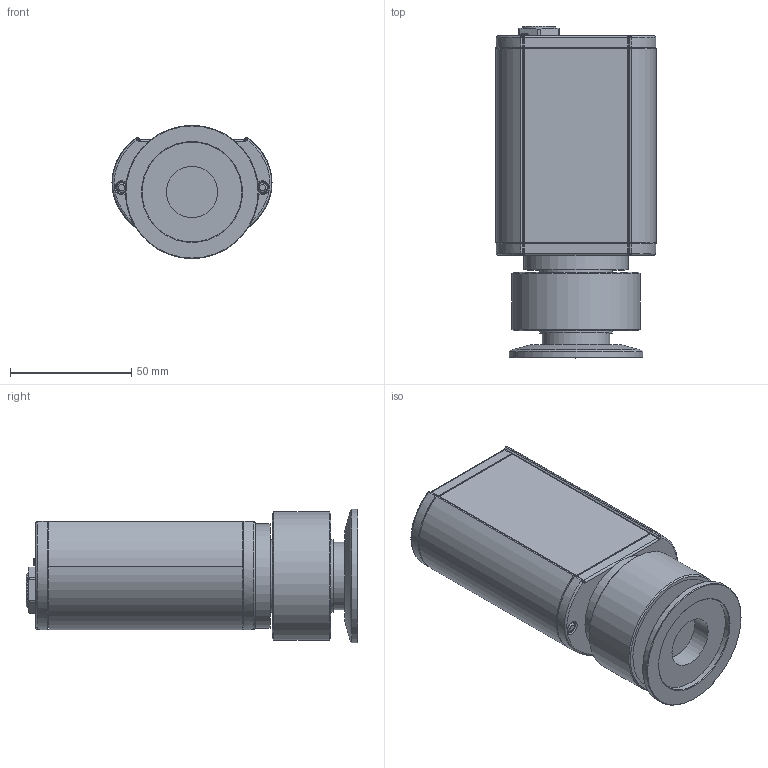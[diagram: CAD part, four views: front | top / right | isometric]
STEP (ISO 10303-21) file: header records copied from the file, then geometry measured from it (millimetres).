
FILE_DESCRIPTION((''),'2;1');
FILE_NAME('PT900006.stp','2014-03-11T12:09:00',('soehngen'),(''),'Autodesk Inventor 2013','Autodesk Inventor 2013','');
FILE_SCHEMA(('AUTOMOTIVE_DESIGN { 1 0 10303 214 1 1 1 1 }'));
Length unit declared in the file: millimetre
Products named in the file (1): MPT_40_150
Bounding box: 66 x 136.85 x 55 mm (x, y, z)
Volume: 323386.5 mm3; surface area: 71254.3 mm2
Topology: 26 solids, 26 shells, 1832 faces, 4345 edges, 2647 vertices
Faces by surface type: cylinder 631, plane 613, bspline 397, sphere 88, torus 58, cone 45
Full cylindrical faces by diameter (mm): 1 x2, 1.4 x1, 1.5 x1, 2.2 x4, 2.5 x2, 2.54 x1, 3.175 x1, 4 x4, 4.5 x2, 5.5 x4, 8 x1, 10 x1, 12.8 x1, 13 x1, 14 x2, 21.1 x1, 22 x1, 23 x1, 28 x1, 30 x2, 41.2 x1, 43 x1, 50.2 x2, 53 x1, 55 x1
Entity records: 70244 total; most frequent: CARTESIAN_POINT 28252, DIRECTION 8496, ORIENTED_EDGE 8318, EDGE_CURVE 4159, AXIS2_PLACEMENT_3D 3336, VERTEX_POINT 2613, EDGE_LOOP 2079, FACE_OUTER_BOUND 1832
